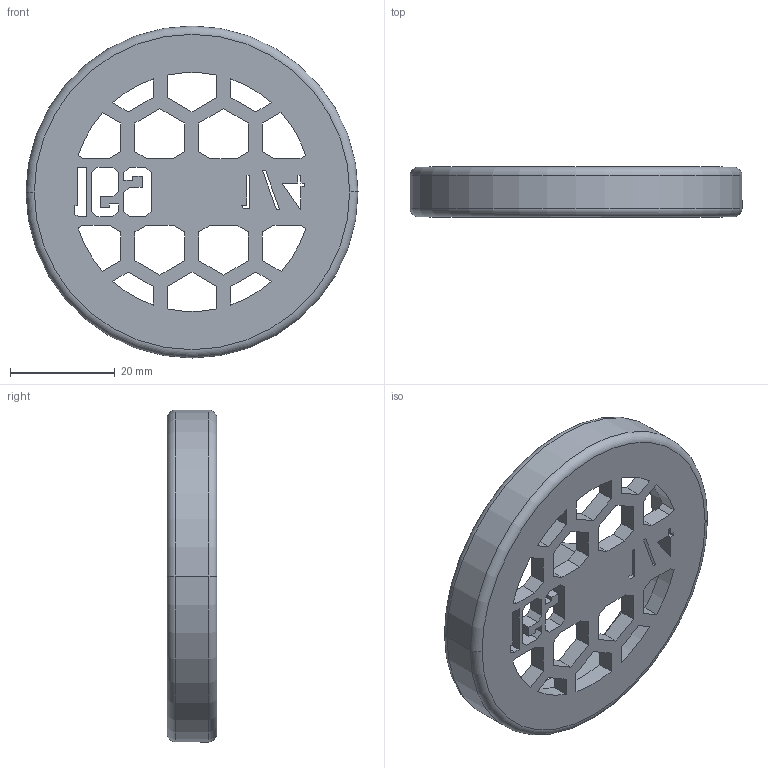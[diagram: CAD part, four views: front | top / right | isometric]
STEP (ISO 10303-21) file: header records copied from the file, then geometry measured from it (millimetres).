
FILE_DESCRIPTION (( 'STEP AP214' ), '1' );
FILE_NAME ('2in_0.250.STEP', '2021-05-03T00:22:09', ( '' ), ( '' ), 'SwSTEP 2.0', 'SolidWorks 2019', '' );
FILE_SCHEMA (( 'AUTOMOTIVE_DESIGN' ));
Length unit declared in the file: inch
Products named in the file (1): 2in_0.250
Bounding box: 63.5 x 9.53 x 63.5 mm (x, y, z)
Volume: 14917 mm3; surface area: 9190.1 mm2
Topology: 1 solids, 1 shells, 153 faces, 443 edges, 294 vertices
Faces by surface type: plane 135, cylinder 14, torus 4
Entity records: 5081 total; most frequent: CARTESIAN_POINT 891, ORIENTED_EDGE 886, DIRECTION 787, EDGE_CURVE 443, LINE 407, VECTOR 407, VERTEX_POINT 294, EDGE_LOOP 195
